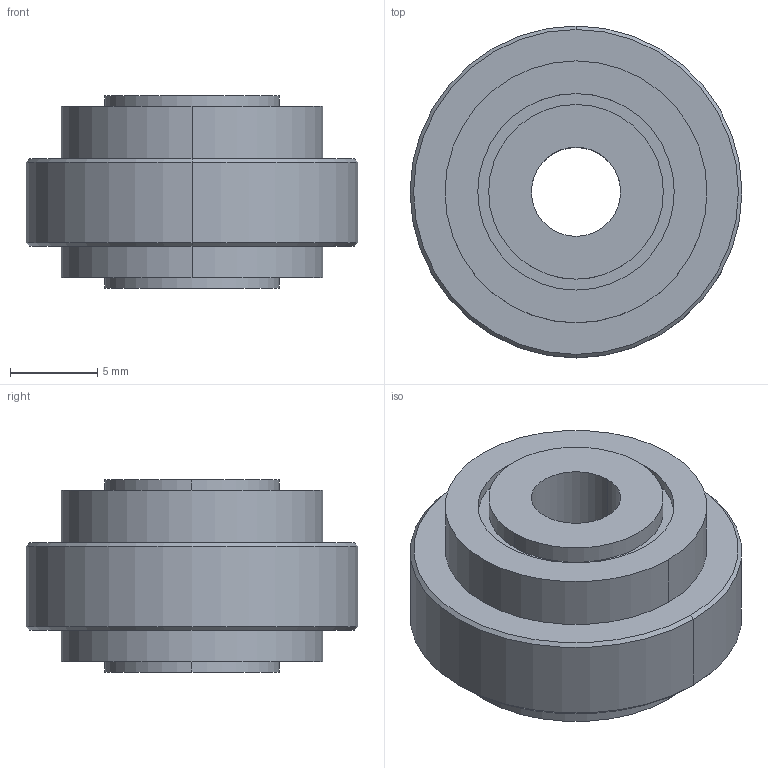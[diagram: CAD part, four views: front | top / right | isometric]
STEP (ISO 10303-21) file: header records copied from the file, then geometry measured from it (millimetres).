
FILE_DESCRIPTION (( 'STEP AP214' ), '1' );
FILE_NAME ('093028.STEP', '2014-08-19T10:06:59', ( '' ), ( '' ), 'SwSTEP 2.0', 'SolidWorks 2014', '' );
FILE_SCHEMA (( 'AUTOMOTIVE_DESIGN' ));
Length unit declared in the file: millimetre
Products named in the file (4): 093028r_Standard; 340me156_4_DIN_125_A_M5_M; 093028; 340me157_Standard
Assembly tree (3 placements, depth 2):
  093028
    340me156_4_DIN_125_A_M5_M
    093028r_Standard
    340me157_Standard
Bounding box: 19 x 19 x 11 mm (x, y, z)
Volume: 2076.7 mm3; surface area: 1887.4 mm2
Topology: 3 solids, 3 shells, 41 faces, 82 edges, 52 vertices
Faces by surface type: cylinder 22, plane 11, cone 4, torus 4
Entity records: 1254 total; most frequent: DIRECTION 232, CARTESIAN_POINT 181, ORIENTED_EDGE 164, AXIS2_PLACEMENT_3D 103, EDGE_CURVE 82, CIRCLE 56, EDGE_LOOP 52, VERTEX_POINT 52
